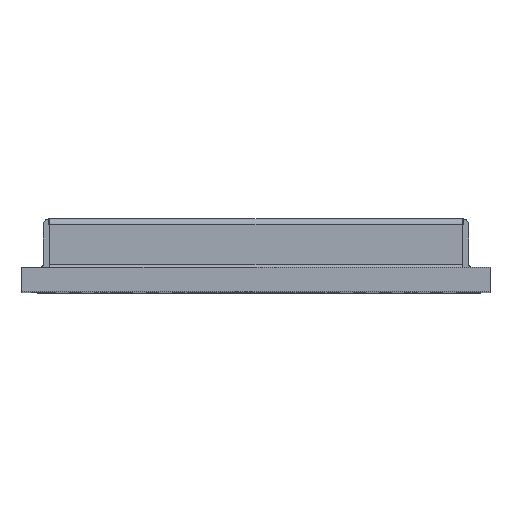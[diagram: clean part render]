
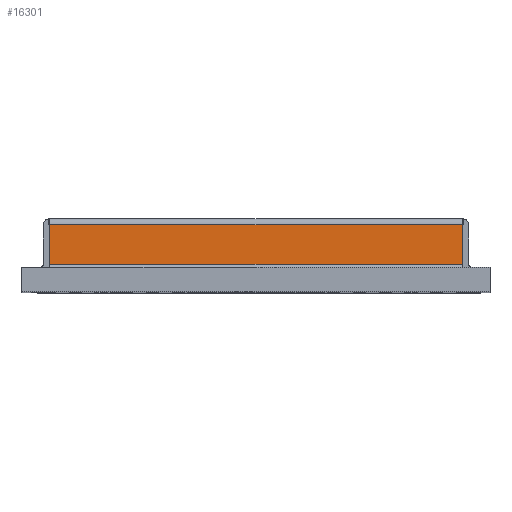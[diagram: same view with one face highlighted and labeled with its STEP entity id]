
A CAD part, top view. The second image highlights one B-rep face of the part: STEP entity #16301.
In plain terms, the highlighted planar face has unit normal (0, 0, 1).
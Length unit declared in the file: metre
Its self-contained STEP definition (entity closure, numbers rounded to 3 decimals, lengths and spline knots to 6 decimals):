
#790=FACE_OUTER_BOUND('',#1366,.T.);
#1366=EDGE_LOOP('',(#13330,#13331,#13332,#13333));
#3650=LINE('',#25187,#5899);
#3659=LINE('',#25245,#5908);
#3685=LINE('',#25367,#5934);
#3686=LINE('',#25368,#5935);
#5899=VECTOR('',#19934,1.);
#5908=VECTOR('',#19971,1.);
#5934=VECTOR('',#20041,1.);
#5935=VECTOR('',#20042,1.);
#7859=VERTEX_POINT('',#25181);
#7861=VERTEX_POINT('',#25185);
#7880=VERTEX_POINT('',#25241);
#7882=VERTEX_POINT('',#25244);
#10159=EDGE_CURVE('',#7859,#7861,#3650,.T.);
#10179=EDGE_CURVE('',#7882,#7880,#3659,.T.);
#10225=EDGE_CURVE('',#7880,#7859,#3685,.T.);
#10226=EDGE_CURVE('',#7882,#7861,#3686,.T.);
#13330=ORIENTED_EDGE('',*,*,#10225,.T.);
#13331=ORIENTED_EDGE('',*,*,#10159,.T.);
#13332=ORIENTED_EDGE('',*,*,#10226,.F.);
#13333=ORIENTED_EDGE('',*,*,#10179,.T.);
#15585=PLANE('',#16881);
#16301=ADVANCED_FACE('',(#790),#15585,.F.);
#16881=AXIS2_PLACEMENT_3D('',#25366,#20039,#20040);
#19934=DIRECTION('',(1.,0.,0.));
#19971=DIRECTION('',(-1.,0.,0.));
#20039=DIRECTION('center_axis',(0.,0.,-1.));
#20040=DIRECTION('ref_axis',(-1.,0.,0.));
#20041=DIRECTION('',(0.,-1.,0.));
#20042=DIRECTION('',(0.,-1.,0.));
#25181=CARTESIAN_POINT('',(-0.00678,0.0009,0.00975));
#25185=CARTESIAN_POINT('',(0.00678,0.0009,0.00975));
#25187=CARTESIAN_POINT('',(0.00678,0.0009,0.00975));
#25241=CARTESIAN_POINT('',(-0.00678,0.0022,0.00975));
#25244=CARTESIAN_POINT('',(0.00678,0.0022,0.00975));
#25245=CARTESIAN_POINT('',(-0.00678,0.0022,0.00975));
#25366=CARTESIAN_POINT('Origin',(-0.00678,0.0022,0.00975));
#25367=CARTESIAN_POINT('',(-0.00678,0.0022,0.00975));
#25368=CARTESIAN_POINT('',(0.00678,0.0022,0.00975));
